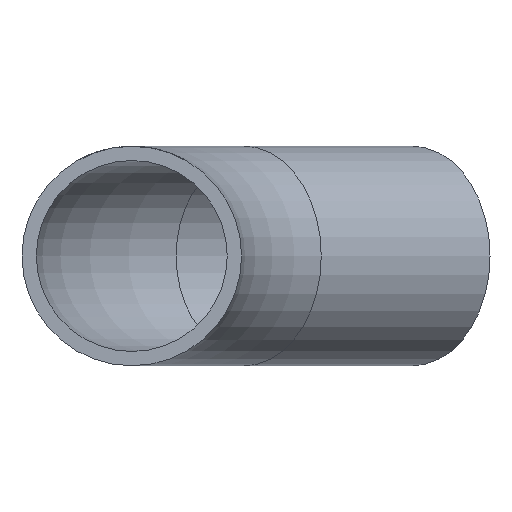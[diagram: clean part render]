
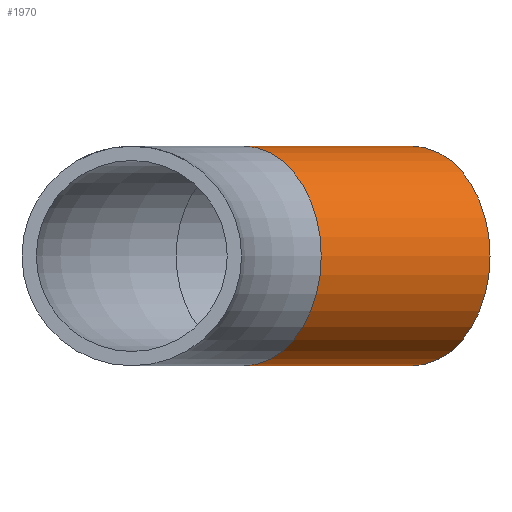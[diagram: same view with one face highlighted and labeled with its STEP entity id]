
A CAD part, front view. The second image highlights one B-rep face of the part: STEP entity #1970.
In plain terms, the highlighted cylindrical face has radius 11.5 mm (diameter 23 mm), a full revolution.
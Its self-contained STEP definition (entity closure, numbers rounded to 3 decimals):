
#109 = CARTESIAN_POINT ( 'NONE',  ( -10.607, 70.962, 0. ) ) ;
#125 = DIRECTION ( 'NONE',  ( 0.707, 0.707, 0. ) ) ;
#259 = CYLINDRICAL_SURFACE ( 'NONE', #650, 11.5 ) ;
#265 = CARTESIAN_POINT ( 'NONE',  ( -10.607, 70.962, 11.5 ) ) ;
#324 = EDGE_LOOP ( 'NONE', ( #2125 ) ) ;
#375 = VERTEX_POINT ( 'NONE', #1476 ) ;
#390 = DIRECTION ( 'NONE',  ( 0.707, 0.707, 0. ) ) ;
#500 = FACE_OUTER_BOUND ( 'NONE', #2141, .T. ) ;
#552 = CIRCLE ( 'NONE', #1954, 11.5 ) ;
#650 = AXIS2_PLACEMENT_3D ( 'NONE', #1170, #2029, #1848 ) ;
#684 = FACE_OUTER_BOUND ( 'NONE', #324, .T. ) ;
#1170 = CARTESIAN_POINT ( 'NONE',  ( -28.284, 53.284, 0. ) ) ;
#1248 = EDGE_CURVE ( 'NONE', #1553, #1553, #552, .T. ) ;
#1285 = AXIS2_PLACEMENT_3D ( 'NONE', #1941, #390, #2526 ) ;
#1434 = ORIENTED_EDGE ( 'NONE', *, *, #2314, .T. ) ;
#1476 = CARTESIAN_POINT ( 'NONE',  ( -28.284, 53.284, 11.5 ) ) ;
#1553 = VERTEX_POINT ( 'NONE', #265 ) ;
#1775 = CIRCLE ( 'NONE', #1285, 11.5 ) ;
#1848 = DIRECTION ( 'NONE',  ( -0.707, 0.707, 0. ) ) ;
#1941 = CARTESIAN_POINT ( 'NONE',  ( -28.284, 53.284, 0. ) ) ;
#1954 = AXIS2_PLACEMENT_3D ( 'NONE', #109, #125, #2692 ) ;
#1970 = ADVANCED_FACE ( 'NONE', ( #684, #500 ), #259, .T. ) ;
#2029 = DIRECTION ( 'NONE',  ( 0.707, 0.707, 0. ) ) ;
#2125 = ORIENTED_EDGE ( 'NONE', *, *, #1248, .F. ) ;
#2141 = EDGE_LOOP ( 'NONE', ( #1434 ) ) ;
#2314 = EDGE_CURVE ( 'NONE', #375, #375, #1775, .T. ) ;
#2526 = DIRECTION ( 'NONE',  ( 0., 0., 1. ) ) ;
#2692 = DIRECTION ( 'NONE',  ( 0., 0., 1. ) ) ;
